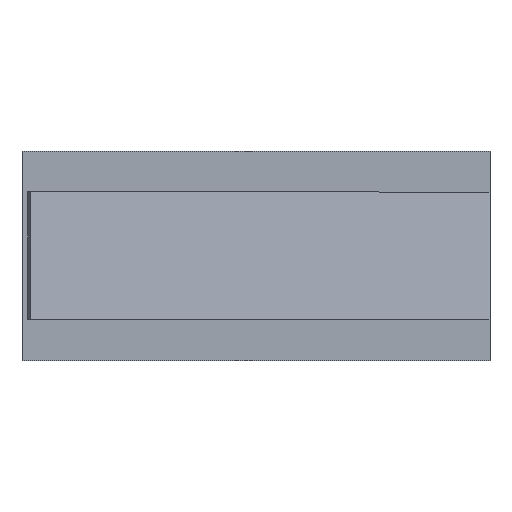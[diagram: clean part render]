
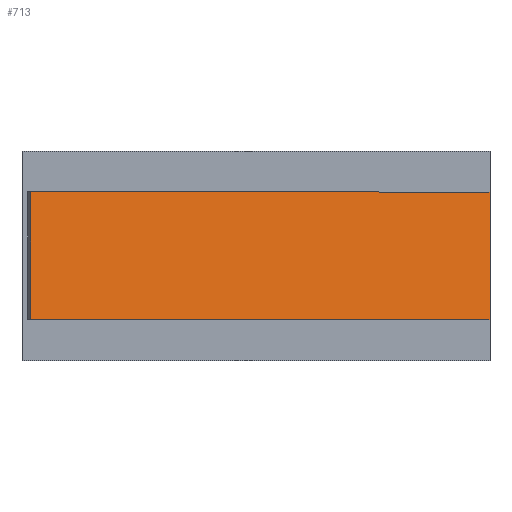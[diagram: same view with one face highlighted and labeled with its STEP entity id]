
A CAD part, top view. The second image highlights one B-rep face of the part: STEP entity #713.
In plain terms, the highlighted planar face has unit normal (0.288, 0, 0.958).
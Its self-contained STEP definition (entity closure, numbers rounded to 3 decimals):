
#381 = EDGE_CURVE('',#382,#384,#386,.T.);
#382 = VERTEX_POINT('',#383);
#383 = CARTESIAN_POINT('',(6.475,-1.75,6.49));
#384 = VERTEX_POINT('',#385);
#385 = CARTESIAN_POINT('',(6.475,1.75,6.49));
#386 = LINE('',#387,#388);
#387 = CARTESIAN_POINT('',(6.475,-1.75,6.49));
#388 = VECTOR('',#389,1.);
#389 = DIRECTION('',(0.,1.,0.));
#670 = EDGE_CURVE('',#382,#671,#673,.T.);
#671 = VERTEX_POINT('',#672);
#672 = CARTESIAN_POINT('',(-6.134,-1.75,10.277));
#673 = LINE('',#674,#675);
#674 = CARTESIAN_POINT('',(6.475,-1.75,6.49));
#675 = VECTOR('',#676,1.);
#676 = DIRECTION('',(-0.958,0.,0.288)
  );
#693 = EDGE_CURVE('',#384,#694,#696,.T.);
#694 = VERTEX_POINT('',#695);
#695 = CARTESIAN_POINT('',(-6.134,1.75,10.277));
#696 = LINE('',#697,#698);
#697 = CARTESIAN_POINT('',(6.475,1.75,6.49));
#698 = VECTOR('',#699,1.);
#699 = DIRECTION('',(-0.958,0.,0.288)
  );
#713 = ADVANCED_FACE('',(#714),#725,.F.);
#714 = FACE_BOUND('',#715,.T.);
#715 = EDGE_LOOP('',(#716,#717,#723,#724));
#716 = ORIENTED_EDGE('',*,*,#693,.T.);
#717 = ORIENTED_EDGE('',*,*,#718,.F.);
#718 = EDGE_CURVE('',#671,#694,#719,.T.);
#719 = LINE('',#720,#721);
#720 = CARTESIAN_POINT('',(-6.134,-1.75,10.277));
#721 = VECTOR('',#722,1.);
#722 = DIRECTION('',(0.,1.,0.));
#723 = ORIENTED_EDGE('',*,*,#670,.F.);
#724 = ORIENTED_EDGE('',*,*,#381,.T.);
#725 = PLANE('',#726);
#726 = AXIS2_PLACEMENT_3D('',#727,#728,#729);
#727 = CARTESIAN_POINT('',(6.475,-1.75,6.49));
#728 = DIRECTION('',(-0.288,0.,-0.958)
  );
#729 = DIRECTION('',(0.958,0.,-0.288)
  );
